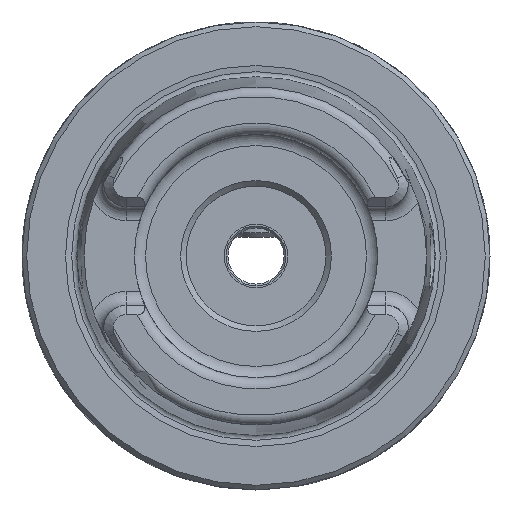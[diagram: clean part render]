
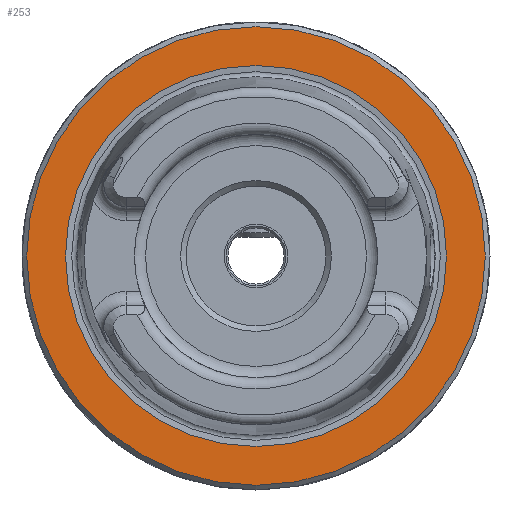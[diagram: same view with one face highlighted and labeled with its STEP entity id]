
A CAD part, left-side view. The second image highlights one B-rep face of the part: STEP entity #253.
In plain terms, the highlighted planar face has unit normal (-1, 0, 0).
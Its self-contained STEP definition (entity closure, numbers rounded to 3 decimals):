
#253 = ADVANCED_FACE( '', ( #630, #631 ), #632, .F. );
#630 = FACE_BOUND( '', #1157, .T. );
#631 = FACE_OUTER_BOUND( '', #1158, .T. );
#632 = PLANE( '', #1159 );
#1157 = EDGE_LOOP( '', ( #1861 ) );
#1158 = EDGE_LOOP( '', ( #1862 ) );
#1159 = AXIS2_PLACEMENT_3D( '', #1863, #1864, #1865 );
#1861 = ORIENTED_EDGE( '', *, *, #3005, .F. );
#1862 = ORIENTED_EDGE( '', *, *, #2994, .T. );
#1863 = CARTESIAN_POINT( '', ( 0., 0., 24.5 ) );
#1864 = DIRECTION( '', ( 1., 0., 0. ) );
#1865 = DIRECTION( '', ( 0., 0., -1. ) );
#2994 = EDGE_CURVE( '', #3605, #3605, #3606, .T. );
#3005 = EDGE_CURVE( '', #3622, #3622, #3623, .T. );
#3605 = VERTEX_POINT( '', #5133 );
#3606 = CIRCLE( '', #5134, 24.5 );
#3622 = VERTEX_POINT( '', #5157 );
#3623 = CIRCLE( '', #5158, 20.354 );
#5133 = CARTESIAN_POINT( '', ( 0., 0., 24.5 ) );
#5134 = AXIS2_PLACEMENT_3D( '', #6238, #6239, #6240 );
#5157 = CARTESIAN_POINT( '', ( 0., 0., 20.354 ) );
#5158 = AXIS2_PLACEMENT_3D( '', #6248, #6249, #6250 );
#6238 = CARTESIAN_POINT( '', ( 0., 0., 0. ) );
#6239 = DIRECTION( '', ( -1., 0., 0. ) );
#6240 = DIRECTION( '', ( 0., 0., 1. ) );
#6248 = CARTESIAN_POINT( '', ( 0., 0., 0. ) );
#6249 = DIRECTION( '', ( -1., 0., 0. ) );
#6250 = DIRECTION( '', ( 0., 0., 1. ) );
